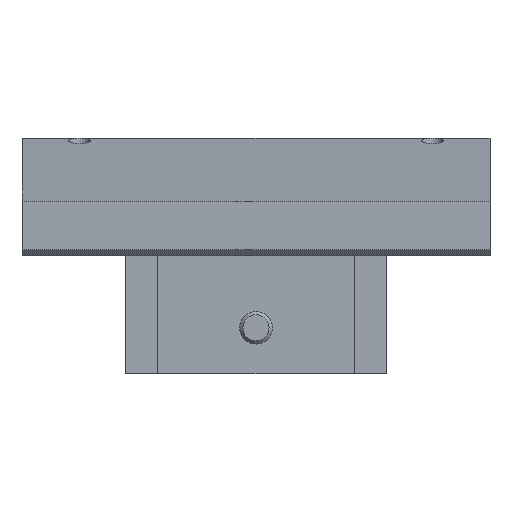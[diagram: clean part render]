
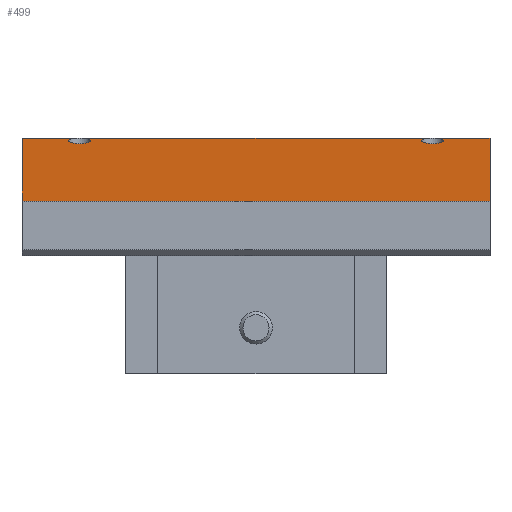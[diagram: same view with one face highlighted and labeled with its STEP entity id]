
A CAD part, top view. The second image highlights one B-rep face of the part: STEP entity #499.
In plain terms, the highlighted planar face has unit normal (0, 0.966, 0.259).
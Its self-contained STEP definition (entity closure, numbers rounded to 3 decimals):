
#499 = ADVANCED_FACE( '', ( #1068 ), #1069, .F. );
#1068 = FACE_OUTER_BOUND( '', #1700, .T. );
#1069 = PLANE( '', #1701 );
#1700 = EDGE_LOOP( '', ( #2771, #2772, #2773, #2774, #2775, #2776, #2777, #2778 ) );
#1701 = AXIS2_PLACEMENT_3D( '', #2779, #2780, #2781 );
#2771 = ORIENTED_EDGE( '', *, *, #3768, .T. );
#2772 = ORIENTED_EDGE( '', *, *, #3769, .T. );
#2773 = ORIENTED_EDGE( '', *, *, #3770, .T. );
#2774 = ORIENTED_EDGE( '', *, *, #3603, .T. );
#2775 = ORIENTED_EDGE( '', *, *, #3771, .T. );
#2776 = ORIENTED_EDGE( '', *, *, #3772, .T. );
#2777 = ORIENTED_EDGE( '', *, *, #3773, .F. );
#2778 = ORIENTED_EDGE( '', *, *, #3774, .F. );
#2779 = CARTESIAN_POINT( '', ( 35.8, 9.3, 54.7 ) );
#2780 = DIRECTION( '', ( 0., -0.966, -0.259 ) );
#2781 = DIRECTION( '', ( 0., 0.259, -0.966 ) );
#3603 = EDGE_CURVE( '', #4305, #4304, #4307, .T. );
#3768 = EDGE_CURVE( '', #4547, #4548, #4549, .T. );
#3769 = EDGE_CURVE( '', #4548, #4550, #4551, .T. );
#3770 = EDGE_CURVE( '', #4550, #4305, #4552, .T. );
#3771 = EDGE_CURVE( '', #4304, #4553, #4554, .T. );
#3772 = EDGE_CURVE( '', #4553, #4555, #4556, .T. );
#3773 = EDGE_CURVE( '', #4557, #4555, #4558, .T. );
#3774 = EDGE_CURVE( '', #4547, #4557, #4559, .T. );
#4304 = VERTEX_POINT( '', #5227 );
#4305 = VERTEX_POINT( '', #5228 );
#4307 = ELLIPSE( '', #5230, 1.708, 1.65 );
#4547 = VERTEX_POINT( '', #5546 );
#4548 = VERTEX_POINT( '', #5547 );
#4549 = LINE( '', #5548, #5549 );
#4550 = VERTEX_POINT( '', #5550 );
#4551 = ELLIPSE( '', #5551, 1.708, 1.65 );
#4552 = LINE( '', #5552, #5553 );
#4553 = VERTEX_POINT( '', #5554 );
#4554 = LINE( '', #5555, #5556 );
#4555 = VERTEX_POINT( '', #5557 );
#4556 = LINE( '', #5558, #5559 );
#4557 = VERTEX_POINT( '', #5560 );
#4558 = LINE( '', #5561, #5562 );
#4559 = LINE( '', #5563, #5564 );
#5227 = CARTESIAN_POINT( '', ( -27.685, 19., 18.499 ) );
#5228 = CARTESIAN_POINT( '', ( -26.315, 19., 18.499 ) );
#5230 = AXIS2_PLACEMENT_3D( '', #6090, #6091, #6092 );
#5546 = CARTESIAN_POINT( '', ( 35.8, 19., 18.499 ) );
#5547 = CARTESIAN_POINT( '', ( 27.685, 19., 18.499 ) );
#5548 = CARTESIAN_POINT( '', ( 35.8, 19., 18.499 ) );
#5549 = VECTOR( '', #6259, 1000. );
#5550 = CARTESIAN_POINT( '', ( 26.315, 19., 18.499 ) );
#5551 = AXIS2_PLACEMENT_3D( '', #6260, #6261, #6262 );
#5552 = CARTESIAN_POINT( '', ( 35.8, 19., 18.499 ) );
#5553 = VECTOR( '', #6263, 1000. );
#5554 = CARTESIAN_POINT( '', ( -35.8, 19., 18.499 ) );
#5555 = CARTESIAN_POINT( '', ( 35.8, 19., 18.499 ) );
#5556 = VECTOR( '', #6264, 1000. );
#5557 = CARTESIAN_POINT( '', ( -35.8, 9.3, 54.7 ) );
#5558 = CARTESIAN_POINT( '', ( -35.8, 9.3, 54.7 ) );
#5559 = VECTOR( '', #6265, 1000. );
#5560 = CARTESIAN_POINT( '', ( 35.8, 9.3, 54.7 ) );
#5561 = CARTESIAN_POINT( '', ( 35.8, 9.3, 54.7 ) );
#5562 = VECTOR( '', #6266, 1000. );
#5563 = CARTESIAN_POINT( '', ( 35.8, 9.3, 54.7 ) );
#5564 = VECTOR( '', #6267, 1000. );
#6090 = CARTESIAN_POINT( '', ( -27., 18.598, 20. ) );
#6091 = DIRECTION( '', ( 0., -0.966, -0.259 ) );
#6092 = DIRECTION( '', ( 0., -0.259, 0.966 ) );
#6259 = DIRECTION( '', ( -1., 0., 0. ) );
#6260 = CARTESIAN_POINT( '', ( 27., 18.598, 20. ) );
#6261 = DIRECTION( '', ( 0., -0.966, -0.259 ) );
#6262 = DIRECTION( '', ( 0., -0.259, 0.966 ) );
#6263 = DIRECTION( '', ( -1., 0., 0. ) );
#6264 = DIRECTION( '', ( -1., 0., 0. ) );
#6265 = DIRECTION( '', ( 0., -0.259, 0.966 ) );
#6266 = DIRECTION( '', ( -1., 0., 0. ) );
#6267 = DIRECTION( '', ( 0., -0.259, 0.966 ) );
